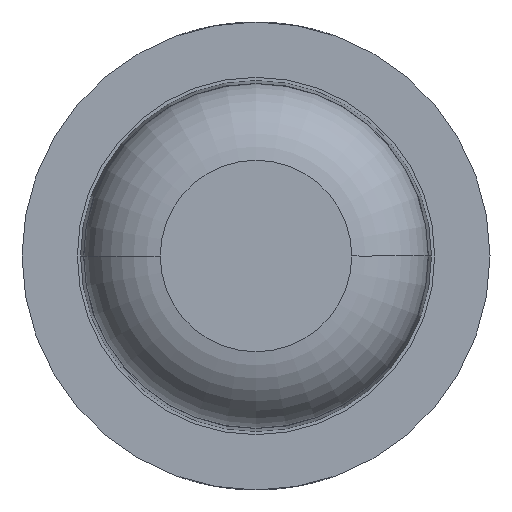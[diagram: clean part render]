
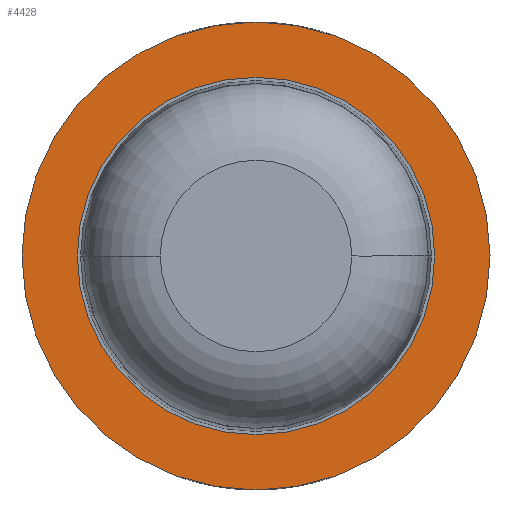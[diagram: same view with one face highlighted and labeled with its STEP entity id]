
A CAD part, front view. The second image highlights one B-rep face of the part: STEP entity #4428.
In plain terms, the highlighted planar face has unit normal (0, -1, 0).
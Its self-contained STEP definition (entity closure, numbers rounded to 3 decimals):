
#23 = AXIS2_PLACEMENT_3D ( 'NONE', #1494, #434, #3255 ) ;
#105 = EDGE_CURVE ( 'Defeature ausgef�hrt2_0+Defeature ausgef�hrt2_9+Defeature ausgef�hrt2_9+Defeature ausgef�hrt2_9', #304, #1823, #1813, .T. ) ;
#138 = CARTESIAN_POINT ( 'NONE',  ( 0., -7., 0. ) ) ;
#195 = AXIS2_PLACEMENT_3D ( 'NONE', #138, #1267, #4396 ) ;
#215 = DIRECTION ( 'NONE',  ( 0., 1., 0. ) ) ;
#248 = PLANE ( 'NONE',  #3039 ) ;
#304 = VERTEX_POINT ( 'NONE', #3376 ) ;
#434 = DIRECTION ( 'NONE',  ( 0., 1., 0. ) ) ;
#980 = CARTESIAN_POINT ( 'NONE',  ( -0.825, -7., 0. ) ) ;
#1016 = EDGE_CURVE ( 'Defeature ausgef�hrt2_9+Defeature ausgef�hrt2_8+Defeature ausgef�hrt2_8+Defeature ausgef�hrt2_8', #1355, #1997, #2393, .T. ) ;
#1115 = AXIS2_PLACEMENT_3D ( 'NONE', #4138, #215, #1682 ) ;
#1151 = FACE_OUTER_BOUND ( 'NONE', #2400, .T. ) ;
#1186 = EDGE_CURVE ( 'Defeature ausgef�hrt2_0+Defeature ausgef�hrt2_9+Defeature ausgef�hrt2_9+Defeature ausgef�hrt2_9', #1823, #304, #2561, .T. ) ;
#1267 = DIRECTION ( 'NONE',  ( 0., 1., 0. ) ) ;
#1344 = ORIENTED_EDGE ( 'NONE', *, *, #1724, .T. ) ;
#1355 = VERTEX_POINT ( 'NONE', #980 ) ;
#1446 = EDGE_LOOP ( 'NONE', ( #2519, #1344 ) ) ;
#1494 = CARTESIAN_POINT ( 'NONE',  ( 0., -7., 0. ) ) ;
#1660 = DIRECTION ( 'NONE',  ( -1., 0., 0. ) ) ;
#1682 = DIRECTION ( 'NONE',  ( -1., 0., 0. ) ) ;
#1724 = EDGE_CURVE ( 'Defeature ausgef�hrt2_9+Defeature ausgef�hrt2_8+Defeature ausgef�hrt2_8+Defeature ausgef�hrt2_8', #1997, #1355, #3975, .T. ) ;
#1733 = DIRECTION ( 'NONE',  ( -1., 0., 0. ) ) ;
#1813 = CIRCLE ( 'NONE', #195, 1.1 ) ;
#1823 = VERTEX_POINT ( 'NONE', #2321 ) ;
#1953 = ORIENTED_EDGE ( 'NONE', *, *, #105, .F. ) ;
#1997 = VERTEX_POINT ( 'NONE', #2848 ) ;
#2321 = CARTESIAN_POINT ( 'NONE',  ( 1.1, -7., 0. ) ) ;
#2393 = CIRCLE ( 'NONE', #3157, 0.825 ) ;
#2400 = EDGE_LOOP ( 'NONE', ( #1953, #3864 ) ) ;
#2519 = ORIENTED_EDGE ( 'NONE', *, *, #1016, .T. ) ;
#2561 = CIRCLE ( 'NONE', #23, 1.1 ) ;
#2753 = DIRECTION ( 'NONE',  ( 0., 1., 0. ) ) ;
#2764 = CARTESIAN_POINT ( 'NONE',  ( 1.1, -7., 0. ) ) ;
#2848 = CARTESIAN_POINT ( 'NONE',  ( 0.825, -7., 0. ) ) ;
#3039 = AXIS2_PLACEMENT_3D ( 'NONE', #2764, #2753, #1660 ) ;
#3157 = AXIS2_PLACEMENT_3D ( 'NONE', #4211, #3839, #1733 ) ;
#3255 = DIRECTION ( 'NONE',  ( -1., 0., 0. ) ) ;
#3376 = CARTESIAN_POINT ( 'NONE',  ( -1.1, -7., 0. ) ) ;
#3839 = DIRECTION ( 'NONE',  ( 0., 1., 0. ) ) ;
#3864 = ORIENTED_EDGE ( 'NONE', *, *, #1186, .F. ) ;
#3975 = CIRCLE ( 'NONE', #1115, 0.825 ) ;
#4059 = FACE_BOUND ( 'NONE', #1446, .T. ) ;
#4138 = CARTESIAN_POINT ( 'NONE',  ( 0., -7., 0. ) ) ;
#4211 = CARTESIAN_POINT ( 'NONE',  ( 0., -7., 0. ) ) ;
#4396 = DIRECTION ( 'NONE',  ( -1., 0., 0. ) ) ;
#4428 = ADVANCED_FACE ( 'Defeature ausgef�hrt2_9', ( #1151, #4059 ), #248, .F. ) ;
